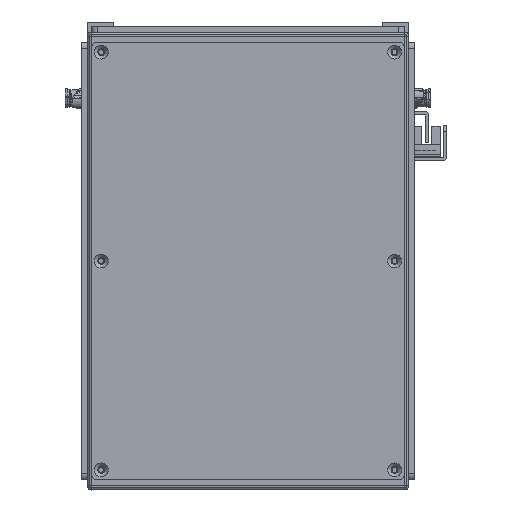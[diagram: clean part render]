
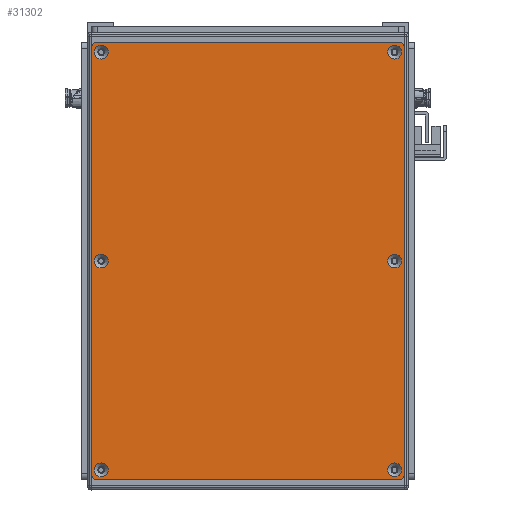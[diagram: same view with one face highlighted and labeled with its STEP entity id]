
A CAD part, front view. The second image highlights one B-rep face of the part: STEP entity #31302.
In plain terms, the highlighted planar face has unit normal (0, -1, 0).
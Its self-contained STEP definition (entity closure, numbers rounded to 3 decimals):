
#2111=FACE_BOUND('',#7213,.T.);
#2112=FACE_BOUND('',#7214,.T.);
#2113=FACE_BOUND('',#7215,.T.);
#2114=FACE_BOUND('',#7216,.T.);
#2115=FACE_BOUND('',#7217,.T.);
#2116=FACE_BOUND('',#7218,.T.);
#2837=PLANE('',#35157);
#5160=FACE_OUTER_BOUND('',#7212,.T.);
#7212=EDGE_LOOP('',(#29347,#29348,#29349,#29350,#29351,#29352,#29353,#29354));
#7213=EDGE_LOOP('',(#29355));
#7214=EDGE_LOOP('',(#29356));
#7215=EDGE_LOOP('',(#29357));
#7216=EDGE_LOOP('',(#29358));
#7217=EDGE_LOOP('',(#29359));
#7218=EDGE_LOOP('',(#29360));
#9654=LINE('',#55645,#12081);
#9655=LINE('',#55649,#12082);
#9656=LINE('',#55653,#12083);
#9657=LINE('',#55656,#12084);
#12081=VECTOR('',#44116,10.);
#12082=VECTOR('',#44119,10.);
#12083=VECTOR('',#44122,10.);
#12084=VECTOR('',#44125,10.);
#13653=CIRCLE('',#35125,3.45);
#13656=CIRCLE('',#35130,3.45);
#13659=CIRCLE('',#35135,3.45);
#13662=CIRCLE('',#35140,3.45);
#13665=CIRCLE('',#35145,3.45);
#13668=CIRCLE('',#35150,3.45);
#13671=CIRCLE('',#35155,3.);
#13673=CIRCLE('',#35158,3.);
#13674=CIRCLE('',#35159,3.);
#13675=CIRCLE('',#35160,3.);
#16507=VERTEX_POINT('',#55575);
#16510=VERTEX_POINT('',#55585);
#16513=VERTEX_POINT('',#55595);
#16516=VERTEX_POINT('',#55605);
#16519=VERTEX_POINT('',#55615);
#16522=VERTEX_POINT('',#55625);
#16525=VERTEX_POINT('',#55635);
#16526=VERTEX_POINT('',#55636);
#16529=VERTEX_POINT('',#55644);
#16530=VERTEX_POINT('',#55646);
#16531=VERTEX_POINT('',#55648);
#16532=VERTEX_POINT('',#55650);
#16533=VERTEX_POINT('',#55652);
#16534=VERTEX_POINT('',#55654);
#20783=EDGE_CURVE('',#16507,#16507,#13653,.T.);
#20788=EDGE_CURVE('',#16510,#16510,#13656,.T.);
#20793=EDGE_CURVE('',#16513,#16513,#13659,.T.);
#20798=EDGE_CURVE('',#16516,#16516,#13662,.T.);
#20803=EDGE_CURVE('',#16519,#16519,#13665,.T.);
#20808=EDGE_CURVE('',#16522,#16522,#13668,.T.);
#20813=EDGE_CURVE('',#16525,#16526,#13671,.T.);
#20817=EDGE_CURVE('',#16525,#16529,#9654,.T.);
#20818=EDGE_CURVE('',#16530,#16529,#13673,.T.);
#20819=EDGE_CURVE('',#16530,#16531,#9655,.T.);
#20820=EDGE_CURVE('',#16532,#16531,#13674,.T.);
#20821=EDGE_CURVE('',#16532,#16533,#9656,.T.);
#20822=EDGE_CURVE('',#16534,#16533,#13675,.T.);
#20823=EDGE_CURVE('',#16534,#16526,#9657,.T.);
#29347=ORIENTED_EDGE('',*,*,#20813,.F.);
#29348=ORIENTED_EDGE('',*,*,#20817,.T.);
#29349=ORIENTED_EDGE('',*,*,#20818,.F.);
#29350=ORIENTED_EDGE('',*,*,#20819,.T.);
#29351=ORIENTED_EDGE('',*,*,#20820,.F.);
#29352=ORIENTED_EDGE('',*,*,#20821,.T.);
#29353=ORIENTED_EDGE('',*,*,#20822,.F.);
#29354=ORIENTED_EDGE('',*,*,#20823,.T.);
#29355=ORIENTED_EDGE('',*,*,#20783,.T.);
#29356=ORIENTED_EDGE('',*,*,#20788,.T.);
#29357=ORIENTED_EDGE('',*,*,#20793,.T.);
#29358=ORIENTED_EDGE('',*,*,#20798,.T.);
#29359=ORIENTED_EDGE('',*,*,#20803,.T.);
#29360=ORIENTED_EDGE('',*,*,#20808,.T.);
#31302=ADVANCED_FACE('',(#5160,#2111,#2112,#2113,#2114,#2115,#2116),#2837,
 .T.);
#35125=AXIS2_PLACEMENT_3D('',#55576,#44036,#44037);
#35130=AXIS2_PLACEMENT_3D('',#55586,#44048,#44049);
#35135=AXIS2_PLACEMENT_3D('',#55596,#44060,#44061);
#35140=AXIS2_PLACEMENT_3D('',#55606,#44072,#44073);
#35145=AXIS2_PLACEMENT_3D('',#55616,#44084,#44085);
#35150=AXIS2_PLACEMENT_3D('',#55626,#44096,#44097);
#35155=AXIS2_PLACEMENT_3D('',#55637,#44108,#44109);
#35157=AXIS2_PLACEMENT_3D('',#55643,#44114,#44115);
#35158=AXIS2_PLACEMENT_3D('',#55647,#44117,#44118);
#35159=AXIS2_PLACEMENT_3D('',#55651,#44120,#44121);
#35160=AXIS2_PLACEMENT_3D('',#55655,#44123,#44124);
#44036=DIRECTION('center_axis',(0.,1.,0.));
#44037=DIRECTION('ref_axis',(1.,0.,0.));
#44048=DIRECTION('center_axis',(0.,1.,0.));
#44049=DIRECTION('ref_axis',(1.,0.,0.));
#44060=DIRECTION('center_axis',(0.,1.,0.));
#44061=DIRECTION('ref_axis',(1.,0.,0.));
#44072=DIRECTION('center_axis',(0.,1.,0.));
#44073=DIRECTION('ref_axis',(1.,0.,0.));
#44084=DIRECTION('center_axis',(0.,1.,0.));
#44085=DIRECTION('ref_axis',(1.,0.,0.));
#44096=DIRECTION('center_axis',(0.,1.,0.));
#44097=DIRECTION('ref_axis',(1.,0.,0.));
#44108=DIRECTION('center_axis',(0.,1.,0.));
#44109=DIRECTION('ref_axis',(-0.707,0.,0.707));
#44114=DIRECTION('center_axis',(0.,-1.,0.));
#44115=DIRECTION('ref_axis',(0.,0.,-1.));
#44116=DIRECTION('',(0.,0.,-1.));
#44117=DIRECTION('center_axis',(0.,1.,0.));
#44118=DIRECTION('ref_axis',(-0.707,0.,-0.707));
#44119=DIRECTION('',(1.,0.,0.));
#44120=DIRECTION('center_axis',(0.,1.,0.));
#44121=DIRECTION('ref_axis',(0.707,0.,-0.707));
#44122=DIRECTION('',(0.,0.,1.));
#44123=DIRECTION('center_axis',(0.,1.,0.));
#44124=DIRECTION('ref_axis',(0.707,0.,0.707));
#44125=DIRECTION('',(-1.,0.,0.));
#55575=CARTESIAN_POINT('',(100.55,-1.5,73.));
#55576=CARTESIAN_POINT('Origin',(104.,-1.5,73.));
#55585=CARTESIAN_POINT('',(-107.45,-1.5,-73.));
#55586=CARTESIAN_POINT('Origin',(-104.,-1.5,-73.));
#55595=CARTESIAN_POINT('',(-3.45,-1.5,73.));
#55596=CARTESIAN_POINT('Origin',(0.,-1.5,73.));
#55605=CARTESIAN_POINT('',(-3.45,-1.5,-73.));
#55606=CARTESIAN_POINT('Origin',(0.,-1.5,-73.));
#55615=CARTESIAN_POINT('',(-107.45,-1.5,73.));
#55616=CARTESIAN_POINT('Origin',(-104.,-1.5,73.));
#55625=CARTESIAN_POINT('',(100.55,-1.5,-73.));
#55626=CARTESIAN_POINT('Origin',(104.,-1.5,-73.));
#55635=CARTESIAN_POINT('',(-109.,-1.5,75.));
#55636=CARTESIAN_POINT('',(-106.,-1.5,78.));
#55637=CARTESIAN_POINT('Origin',(-106.,-1.5,75.));
#55643=CARTESIAN_POINT('Origin',(0.,-1.5,0.));
#55644=CARTESIAN_POINT('',(-109.,-1.5,-75.));
#55645=CARTESIAN_POINT('',(-109.,-1.5,78.));
#55646=CARTESIAN_POINT('',(-106.,-1.5,-78.));
#55647=CARTESIAN_POINT('Origin',(-106.,-1.5,-75.));
#55648=CARTESIAN_POINT('',(106.,-1.5,-78.));
#55649=CARTESIAN_POINT('',(-109.,-1.5,-78.));
#55650=CARTESIAN_POINT('',(109.,-1.5,-75.));
#55651=CARTESIAN_POINT('Origin',(106.,-1.5,-75.));
#55652=CARTESIAN_POINT('',(109.,-1.5,75.));
#55653=CARTESIAN_POINT('',(109.,-1.5,-78.));
#55654=CARTESIAN_POINT('',(106.,-1.5,78.));
#55655=CARTESIAN_POINT('Origin',(106.,-1.5,75.));
#55656=CARTESIAN_POINT('',(109.,-1.5,78.));
